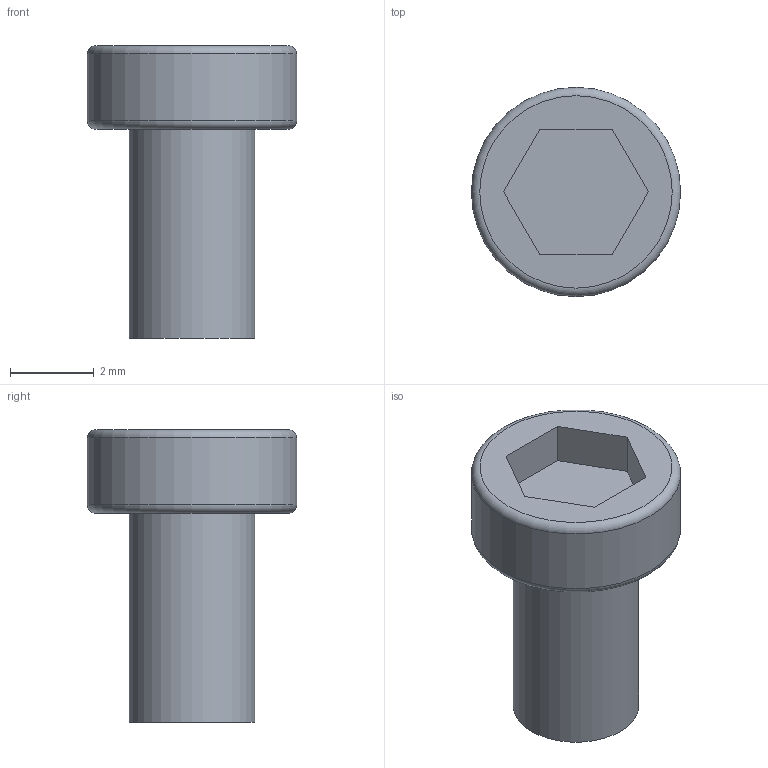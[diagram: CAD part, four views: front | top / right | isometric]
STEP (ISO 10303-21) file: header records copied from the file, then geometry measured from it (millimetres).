
FILE_DESCRIPTION(('FreeCAD Model'),'2;1');
FILE_NAME('Open CASCADE Shape Model','2021-08-03T23:03:27',('Author'),( ''),'Open CASCADE STEP processor 7.5','FreeCAD','Unknown');
FILE_SCHEMA(('AUTOMOTIVE_DESIGN { 1 0 10303 214 1 1 1 1 }'));
Length unit declared in the file: millimetre
Products named in the file (1): Body
Bounding box: 5 x 5 x 7 mm (x, y, z)
Volume: 66.6 mm3; surface area: 125.5 mm2
Topology: 1 solids, 1 shells, 14 faces, 28 edges, 18 vertices
Faces by surface type: plane 10, torus 2, cylinder 2
Full cylindrical faces by diameter (mm): 3 x1, 5 x1
Entity records: 385 total; most frequent: DIRECTION 66, CARTESIAN_POINT 61, ORIENTED_EDGE 56, EDGE_CURVE 28, AXIS2_PLACEMENT_3D 23, LINE 20, VECTOR 20, VERTEX_POINT 18
